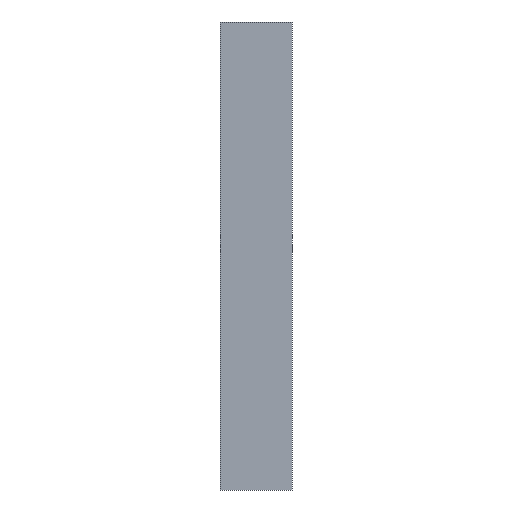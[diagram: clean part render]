
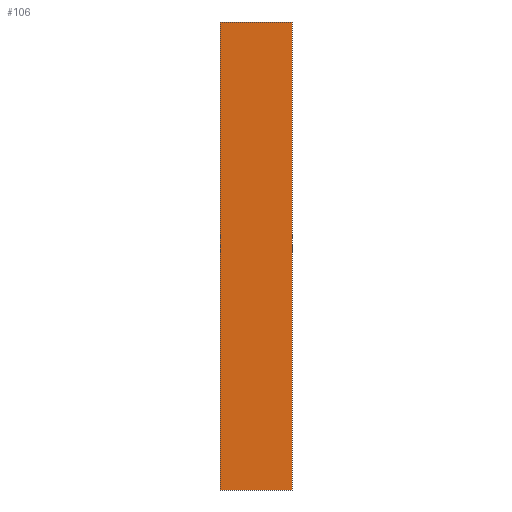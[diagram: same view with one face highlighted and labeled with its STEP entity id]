
A CAD part, front view. The second image highlights one B-rep face of the part: STEP entity #106.
In plain terms, the highlighted planar face has unit normal (0, -1, 0).
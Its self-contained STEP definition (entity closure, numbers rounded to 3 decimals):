
#20=FACE_OUTER_BOUND('',#26,.T.);
#26=EDGE_LOOP('',(#91,#92,#93,#94));
#27=LINE('',#145,#39);
#31=LINE('',#153,#43);
#34=LINE('',#159,#46);
#37=LINE('',#164,#49);
#39=VECTOR('',#119,10.);
#43=VECTOR('',#125,10.);
#46=VECTOR('',#130,10.);
#49=VECTOR('',#135,10.);
#51=VERTEX_POINT('',#143);
#52=VERTEX_POINT('',#144);
#55=VERTEX_POINT('',#152);
#57=VERTEX_POINT('',#158);
#59=EDGE_CURVE('',#51,#52,#27,.T.);
#63=EDGE_CURVE('',#52,#55,#31,.T.);
#66=EDGE_CURVE('',#55,#57,#34,.T.);
#69=EDGE_CURVE('',#57,#51,#37,.T.);
#91=ORIENTED_EDGE('',*,*,#69,.T.);
#92=ORIENTED_EDGE('',*,*,#59,.T.);
#93=ORIENTED_EDGE('',*,*,#63,.T.);
#94=ORIENTED_EDGE('',*,*,#66,.T.);
#100=PLANE('',#114);
#106=ADVANCED_FACE('',(#20),#100,.F.);
#114=AXIS2_PLACEMENT_3D('',#167,#139,#140);
#119=DIRECTION('',(0.,0.,-1.));
#125=DIRECTION('',(1.,0.,0.));
#130=DIRECTION('',(0.,0.,1.));
#135=DIRECTION('',(-1.,0.,0.));
#139=DIRECTION('center_axis',(0.,1.,0.));
#140=DIRECTION('ref_axis',(1.,0.,0.));
#143=CARTESIAN_POINT('',(0.,0.,130.));
#144=CARTESIAN_POINT('',(0.,0.,0.));
#145=CARTESIAN_POINT('',(0.,0.,130.));
#152=CARTESIAN_POINT('',(20.,0.,0.));
#153=CARTESIAN_POINT('',(0.,0.,0.));
#158=CARTESIAN_POINT('',(20.,0.,130.));
#159=CARTESIAN_POINT('',(20.,0.,0.));
#164=CARTESIAN_POINT('',(20.,0.,130.));
#167=CARTESIAN_POINT('Origin',(10.,0.,65.));
